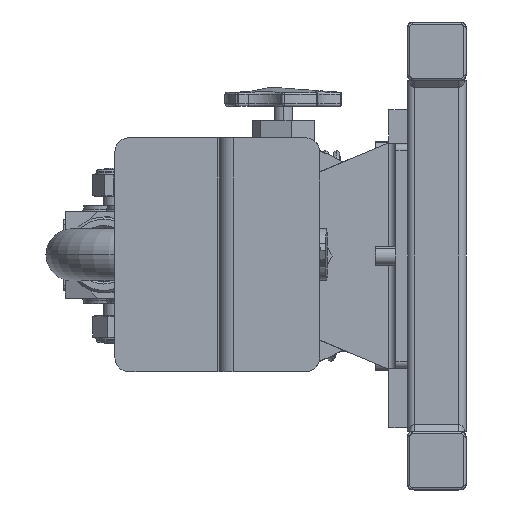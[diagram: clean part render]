
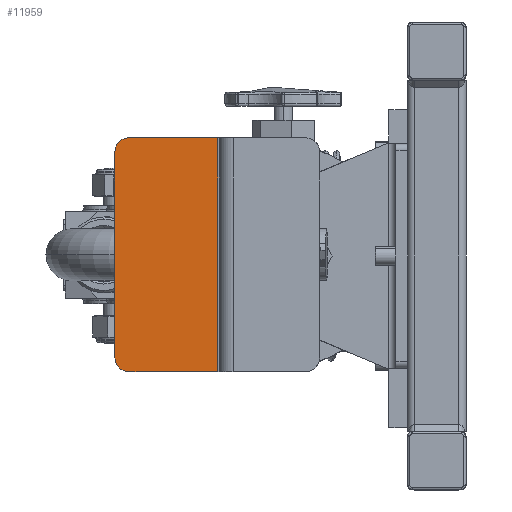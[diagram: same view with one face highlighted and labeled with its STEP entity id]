
A CAD part, left-side view. The second image highlights one B-rep face of the part: STEP entity #11959.
In plain terms, the highlighted face is planar.
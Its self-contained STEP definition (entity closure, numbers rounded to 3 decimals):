
#869 = FACE_OUTER_BOUND ( 'NONE', #24183, .T. ) ;
#1165 = VECTOR ( 'NONE', #2099, 1000. ) ;
#1556 = VERTEX_POINT ( 'NONE', #26371 ) ;
#1910 = DIRECTION ( 'NONE',  ( 0., 0., -1. ) ) ;
#2099 = DIRECTION ( 'NONE',  ( 0., -1., 0. ) ) ;
#3299 = EDGE_CURVE ( 'NONE', #25249, #4689, #28937, .T. ) ;
#3590 = CARTESIAN_POINT ( 'NONE',  ( 50., -26., -464.113 ) ) ;
#3719 = CARTESIAN_POINT ( 'NONE',  ( 50., -64., -464.113 ) ) ;
#3802 = VECTOR ( 'NONE', #14864, 1000. ) ;
#4254 = CARTESIAN_POINT ( 'NONE',  ( 50., -64., -464.113 ) ) ;
#4624 = EDGE_CURVE ( 'NONE', #7912, #12550, #20226, .T. ) ;
#4689 = VERTEX_POINT ( 'NONE', #7099 ) ;
#5290 = EDGE_CURVE ( 'NONE', #5724, #1556, #31081, .T. ) ;
#5724 = VERTEX_POINT ( 'NONE', #27262 ) ;
#5862 = PLANE ( 'NONE',  #30893 ) ;
#6221 = CARTESIAN_POINT ( 'NONE',  ( -44., -26., -464.113 ) ) ;
#6843 = LINE ( 'NONE', #16567, #1165 ) ;
#7099 = CARTESIAN_POINT ( 'NONE',  ( -50., -64., -464.113 ) ) ;
#7912 = VERTEX_POINT ( 'NONE', #14391 ) ;
#8626 = DIRECTION ( 'NONE',  ( -1., 0., 0. ) ) ;
#9805 = CARTESIAN_POINT ( 'NONE',  ( 50., -20., -464.113 ) ) ;
#11179 = AXIS2_PLACEMENT_3D ( 'NONE', #16395, #1910, #18825 ) ;
#11959 = ADVANCED_FACE ( 'NONE', ( #869 ), #5862, .T. ) ;
#12550 = VERTEX_POINT ( 'NONE', #3590 ) ;
#12581 = ORIENTED_EDGE ( 'NONE', *, *, #19042, .F. ) ;
#13486 = DIRECTION ( 'NONE',  ( 0., 0., -1. ) ) ;
#13999 = ORIENTED_EDGE ( 'NONE', *, *, #4624, .T. ) ;
#14391 = CARTESIAN_POINT ( 'NONE',  ( 44., -20., -464.113 ) ) ;
#14864 = DIRECTION ( 'NONE',  ( 0., -1., 0. ) ) ;
#15966 = LINE ( 'NONE', #9805, #21633 ) ;
#16395 = CARTESIAN_POINT ( 'NONE',  ( 44., -26., -464.113 ) ) ;
#16567 = CARTESIAN_POINT ( 'NONE',  ( 50., -64., -464.113 ) ) ;
#16657 = LINE ( 'NONE', #26869, #3802 ) ;
#16913 = ORIENTED_EDGE ( 'NONE', *, *, #29248, .F. ) ;
#17516 = CARTESIAN_POINT ( 'NONE',  ( 50., -64., -464.113 ) ) ;
#18821 = EDGE_CURVE ( 'NONE', #12550, #25249, #6843, .T. ) ;
#18825 = DIRECTION ( 'NONE',  ( -1., 0., 0. ) ) ;
#19042 = EDGE_CURVE ( 'NONE', #5724, #4689, #16657, .T. ) ;
#20226 = CIRCLE ( 'NONE', #11179, 6. ) ;
#21189 = DIRECTION ( 'NONE',  ( -1., 0., 0. ) ) ;
#21633 = VECTOR ( 'NONE', #26695, 1000. ) ;
#22556 = ORIENTED_EDGE ( 'NONE', *, *, #5290, .T. ) ;
#23103 = DIRECTION ( 'NONE',  ( 0., 0., -1. ) ) ;
#23317 = VECTOR ( 'NONE', #21189, 1000. ) ;
#24183 = EDGE_LOOP ( 'NONE', ( #16913, #13999, #28354, #28457, #12581, #22556 ) ) ;
#25249 = VERTEX_POINT ( 'NONE', #17516 ) ;
#26371 = CARTESIAN_POINT ( 'NONE',  ( -44., -20., -464.113 ) ) ;
#26695 = DIRECTION ( 'NONE',  ( -1., 0., 0. ) ) ;
#26869 = CARTESIAN_POINT ( 'NONE',  ( -50., -64., -464.113 ) ) ;
#27262 = CARTESIAN_POINT ( 'NONE',  ( -50., -26., -464.113 ) ) ;
#28354 = ORIENTED_EDGE ( 'NONE', *, *, #18821, .T. ) ;
#28457 = ORIENTED_EDGE ( 'NONE', *, *, #3299, .T. ) ;
#28937 = LINE ( 'NONE', #4254, #23317 ) ;
#29248 = EDGE_CURVE ( 'NONE', #7912, #1556, #15966, .T. ) ;
#30316 = DIRECTION ( 'NONE',  ( -1., 0., 0. ) ) ;
#30893 = AXIS2_PLACEMENT_3D ( 'NONE', #3719, #13486, #30316 ) ;
#30977 = AXIS2_PLACEMENT_3D ( 'NONE', #6221, #23103, #8626 ) ;
#31081 = CIRCLE ( 'NONE', #30977, 6. ) ;
